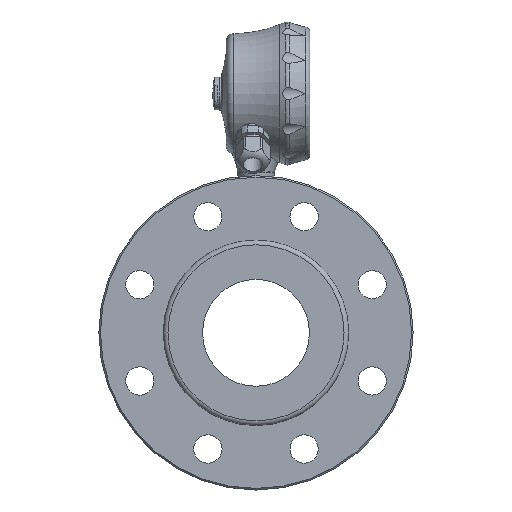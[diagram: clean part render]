
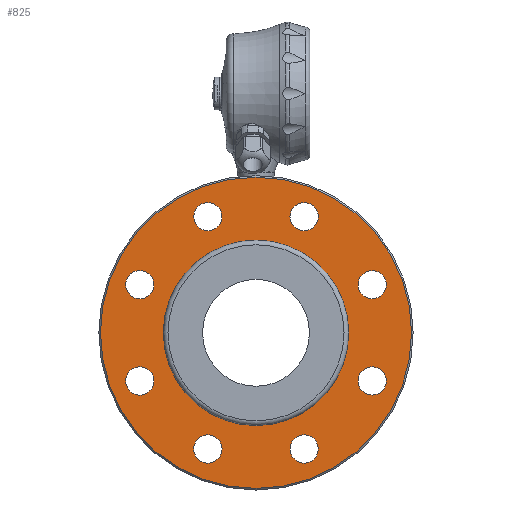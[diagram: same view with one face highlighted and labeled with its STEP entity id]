
A CAD part, front view. The second image highlights one B-rep face of the part: STEP entity #825.
In plain terms, the highlighted planar face has unit normal (0, -1, 0).
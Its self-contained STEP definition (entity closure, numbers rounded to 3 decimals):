
#825 = ADVANCED_FACE( '', ( #2061, #2062, #2063, #2064, #2065, #2066, #2067, #2068, #2069, #2070 ), #2071, .T. );
#2061 = FACE_OUTER_BOUND( '', #4037, .T. );
#2062 = FACE_BOUND( '', #4038, .T. );
#2063 = FACE_BOUND( '', #4039, .T. );
#2064 = FACE_BOUND( '', #4040, .T. );
#2065 = FACE_BOUND( '', #4041, .T. );
#2066 = FACE_BOUND( '', #4042, .T. );
#2067 = FACE_BOUND( '', #4043, .T. );
#2068 = FACE_BOUND( '', #4044, .T. );
#2069 = FACE_BOUND( '', #4045, .T. );
#2070 = FACE_BOUND( '', #4046, .T. );
#2071 = PLANE( '', #4047 );
#4037 = EDGE_LOOP( '', ( #7015 ) );
#4038 = EDGE_LOOP( '', ( #7016 ) );
#4039 = EDGE_LOOP( '', ( #7017 ) );
#4040 = EDGE_LOOP( '', ( #7018 ) );
#4041 = EDGE_LOOP( '', ( #7019 ) );
#4042 = EDGE_LOOP( '', ( #7020 ) );
#4043 = EDGE_LOOP( '', ( #7021 ) );
#4044 = EDGE_LOOP( '', ( #7022 ) );
#4045 = EDGE_LOOP( '', ( #7023 ) );
#4046 = EDGE_LOOP( '', ( #7024 ) );
#4047 = AXIS2_PLACEMENT_3D( '', #7025, #7026, #7027 );
#7015 = ORIENTED_EDGE( '', *, *, #10788, .T. );
#7016 = ORIENTED_EDGE( '', *, *, #11011, .F. );
#7017 = ORIENTED_EDGE( '', *, *, #11012, .F. );
#7018 = ORIENTED_EDGE( '', *, *, #10467, .F. );
#7019 = ORIENTED_EDGE( '', *, *, #11013, .F. );
#7020 = ORIENTED_EDGE( '', *, *, #11014, .F. );
#7021 = ORIENTED_EDGE( '', *, *, #11015, .F. );
#7022 = ORIENTED_EDGE( '', *, *, #11016, .F. );
#7023 = ORIENTED_EDGE( '', *, *, #11017, .F. );
#7024 = ORIENTED_EDGE( '', *, *, #11018, .F. );
#7025 = CARTESIAN_POINT( '', ( 0., -93., 59. ) );
#7026 = DIRECTION( '', ( 0., -1., 0. ) );
#7027 = DIRECTION( '', ( 0., 0., 1. ) );
#10467 = EDGE_CURVE( '', #12378, #12378, #12379, .T. );
#10788 = EDGE_CURVE( '', #12932, #12932, #12933, .T. );
#11011 = EDGE_CURVE( '', #13285, #13285, #13286, .T. );
#11012 = EDGE_CURVE( '', #13287, #13287, #13288, .T. );
#11013 = EDGE_CURVE( '', #13289, #13289, #13290, .T. );
#11014 = EDGE_CURVE( '', #13291, #13291, #13292, .T. );
#11015 = EDGE_CURVE( '', #13293, #13293, #13294, .T. );
#11016 = EDGE_CURVE( '', #13295, #13295, #13296, .T. );
#11017 = EDGE_CURVE( '', #13297, #13297, #13298, .T. );
#11018 = EDGE_CURVE( '', #13299, #13299, #13300, .T. );
#12378 = VERTEX_POINT( '', #16103 );
#12379 = CIRCLE( '', #16104, 9. );
#12932 = VERTEX_POINT( '', #17594 );
#12933 = CIRCLE( '', #17595, 99. );
#13285 = VERTEX_POINT( '', #18640 );
#13286 = CIRCLE( '', #18641, 9. );
#13287 = VERTEX_POINT( '', #18642 );
#13288 = CIRCLE( '', #18643, 9. );
#13289 = VERTEX_POINT( '', #18644 );
#13290 = CIRCLE( '', #18645, 9. );
#13291 = VERTEX_POINT( '', #18646 );
#13292 = CIRCLE( '', #18647, 9. );
#13293 = VERTEX_POINT( '', #18648 );
#13294 = CIRCLE( '', #18649, 9. );
#13295 = VERTEX_POINT( '', #18650 );
#13296 = CIRCLE( '', #18651, 9. );
#13297 = VERTEX_POINT( '', #18652 );
#13298 = CIRCLE( '', #18653, 9. );
#13299 = VERTEX_POINT( '', #18654 );
#13300 = CIRCLE( '', #18655, 59. );
#16103 = CARTESIAN_POINT( '', ( 36.979, -93., -67.546 ) );
#16104 = AXIS2_PLACEMENT_3D( '', #21724, #21725, #21726 );
#17594 = CARTESIAN_POINT( '', ( 0., -93., 99. ) );
#17595 = AXIS2_PLACEMENT_3D( '', #22066, #22067, #22068 );
#18640 = CARTESIAN_POINT( '', ( 67.546, -93., 36.979 ) );
#18641 = AXIS2_PLACEMENT_3D( '', #22320, #22321, #22322 );
#18642 = CARTESIAN_POINT( '', ( 73.91, -93., -21.615 ) );
#18643 = AXIS2_PLACEMENT_3D( '', #22323, #22324, #22325 );
#18644 = CARTESIAN_POINT( '', ( -21.615, -93., -73.91 ) );
#18645 = AXIS2_PLACEMENT_3D( '', #22326, #22327, #22328 );
#18646 = CARTESIAN_POINT( '', ( -67.546, -93., -36.979 ) );
#18647 = AXIS2_PLACEMENT_3D( '', #22329, #22330, #22331 );
#18648 = CARTESIAN_POINT( '', ( -73.91, -93., 21.615 ) );
#18649 = AXIS2_PLACEMENT_3D( '', #22332, #22333, #22334 );
#18650 = CARTESIAN_POINT( '', ( -36.979, -93., 67.546 ) );
#18651 = AXIS2_PLACEMENT_3D( '', #22335, #22336, #22337 );
#18652 = CARTESIAN_POINT( '', ( 21.615, -93., 73.91 ) );
#18653 = AXIS2_PLACEMENT_3D( '', #22338, #22339, #22340 );
#18654 = CARTESIAN_POINT( '', ( 0., -93., 59. ) );
#18655 = AXIS2_PLACEMENT_3D( '', #22341, #22342, #22343 );
#21724 = CARTESIAN_POINT( '', ( 30.615, -93., -73.91 ) );
#21725 = DIRECTION( '', ( 0., -1., 0. ) );
#21726 = DIRECTION( '', ( 0.707, 0., 0.707 ) );
#22066 = CARTESIAN_POINT( '', ( 0., -93., 0. ) );
#22067 = DIRECTION( '', ( 0., -1., 0. ) );
#22068 = DIRECTION( '', ( 0., 0., 1. ) );
#22320 = CARTESIAN_POINT( '', ( 73.91, -93., 30.615 ) );
#22321 = DIRECTION( '', ( 0., -1., 0. ) );
#22322 = DIRECTION( '', ( -0.707, 0., 0.707 ) );
#22323 = CARTESIAN_POINT( '', ( 73.91, -93., -30.615 ) );
#22324 = DIRECTION( '', ( 0., -1., 0. ) );
#22325 = DIRECTION( '', ( 0., 0., 1. ) );
#22326 = CARTESIAN_POINT( '', ( -30.615, -93., -73.91 ) );
#22327 = DIRECTION( '', ( 0., -1., 0. ) );
#22328 = DIRECTION( '', ( 1., 0., 0. ) );
#22329 = CARTESIAN_POINT( '', ( -73.91, -93., -30.615 ) );
#22330 = DIRECTION( '', ( 0., -1., 0. ) );
#22331 = DIRECTION( '', ( 0.707, 0., -0.707 ) );
#22332 = CARTESIAN_POINT( '', ( -73.91, -93., 30.615 ) );
#22333 = DIRECTION( '', ( 0., -1., 0. ) );
#22334 = DIRECTION( '', ( 0., 0., -1. ) );
#22335 = CARTESIAN_POINT( '', ( -30.615, -93., 73.91 ) );
#22336 = DIRECTION( '', ( 0., -1., 0. ) );
#22337 = DIRECTION( '', ( -0.707, 0., -0.707 ) );
#22338 = CARTESIAN_POINT( '', ( 30.615, -93., 73.91 ) );
#22339 = DIRECTION( '', ( 0., -1., 0. ) );
#22340 = DIRECTION( '', ( -1., 0., 0. ) );
#22341 = CARTESIAN_POINT( '', ( 0., -93., 0. ) );
#22342 = DIRECTION( '', ( 0., -1., 0. ) );
#22343 = DIRECTION( '', ( 0., 0., 1. ) );
